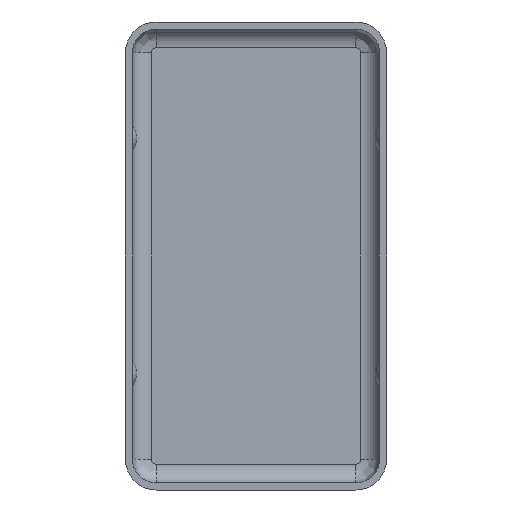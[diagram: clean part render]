
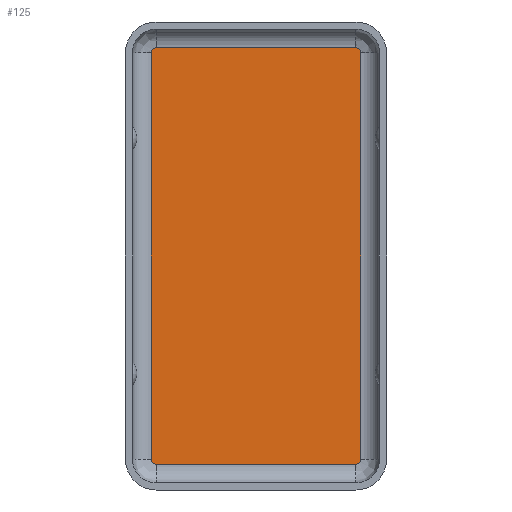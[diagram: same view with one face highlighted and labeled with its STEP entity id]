
A CAD part, front view. The second image highlights one B-rep face of the part: STEP entity #125.
In plain terms, the highlighted planar face has unit normal (0, -1, 0).
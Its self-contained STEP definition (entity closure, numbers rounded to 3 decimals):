
#125 = ADVANCED_FACE( 'NONE', ( #262 ), #263, .T. );
#262 = FACE_OUTER_BOUND( '', #561, .T. );
#263 = PLANE( '', #562 );
#561 = EDGE_LOOP( '', ( #839, #840, #841, #842, #843, #844, #845, #846 ) );
#562 = AXIS2_PLACEMENT_3D( '', #847, #848, #849 );
#839 = ORIENTED_EDGE( '', *, *, #990, .F. );
#840 = ORIENTED_EDGE( '', *, *, #1031, .F. );
#841 = ORIENTED_EDGE( '', *, *, #985, .F. );
#842 = ORIENTED_EDGE( '', *, *, #956, .T. );
#843 = ORIENTED_EDGE( '', *, *, #1059, .T. );
#844 = ORIENTED_EDGE( '', *, *, #1017, .F. );
#845 = ORIENTED_EDGE( '', *, *, #968, .T. );
#846 = ORIENTED_EDGE( '', *, *, #1051, .T. );
#847 = CARTESIAN_POINT( '', ( 4.25, 0., -8.65 ) );
#848 = DIRECTION( '', ( 0., -1., 0. ) );
#849 = DIRECTION( '', ( 0., 0., -1. ) );
#956 = EDGE_CURVE( 'NONE', #1090, #1088, #1091, .T. );
#968 = EDGE_CURVE( 'NONE', #1110, #1108, #1111, .T. );
#985 = EDGE_CURVE( 'NONE', #1090, #1137, #1138, .T. );
#990 = EDGE_CURVE( 'NONE', #1143, #1145, #1146, .T. );
#1017 = EDGE_CURVE( 'NONE', #1110, #1187, #1188, .T. );
#1031 = EDGE_CURVE( 'NONE', #1137, #1143, #1207, .T. );
#1051 = EDGE_CURVE( 'NONE', #1108, #1145, #1235, .T. );
#1059 = EDGE_CURVE( 'NONE', #1088, #1187, #1243, .T. );
#1088 = VERTEX_POINT( 'NONE', #1275 );
#1090 = VERTEX_POINT( 'NONE', #1277 );
#1091 = CIRCLE( '', #1278, 0.2 );
#1108 = VERTEX_POINT( 'NONE', #1299 );
#1110 = VERTEX_POINT( 'NONE', #1301 );
#1111 = LINE( '', #1302, #1303 );
#1137 = VERTEX_POINT( 'NONE', #1334 );
#1138 = LINE( '', #1335, #1336 );
#1143 = VERTEX_POINT( 'NONE', #1342 );
#1145 = VERTEX_POINT( 'NONE', #1344 );
#1146 = LINE( '', #1345, #1346 );
#1187 = VERTEX_POINT( 'NONE', #1396 );
#1188 = CIRCLE( '', #1397, 0.2 );
#1207 = CIRCLE( '', #1421, 0.2 );
#1235 = CIRCLE( '', #1453, 0.2 );
#1243 = LINE( '', #1463, #1464 );
#1275 = CARTESIAN_POINT( '', ( 4.25, 0., 8.85 ) );
#1277 = CARTESIAN_POINT( '', ( 4.45, 0., 8.65 ) );
#1278 = AXIS2_PLACEMENT_3D( '', #1504, #1505, #1506 );
#1299 = CARTESIAN_POINT( '', ( -4.45, 0., -8.65 ) );
#1301 = CARTESIAN_POINT( '', ( -4.45, 0., 8.65 ) );
#1302 = CARTESIAN_POINT( '', ( -4.45, 0., 0. ) );
#1303 = VECTOR( '', #1523, 1000. );
#1334 = CARTESIAN_POINT( '', ( 4.45, 0., -8.65 ) );
#1335 = CARTESIAN_POINT( '', ( 4.45, 0., 0. ) );
#1336 = VECTOR( '', #1550, 1000. );
#1342 = CARTESIAN_POINT( '', ( 4.25, 0., -8.85 ) );
#1344 = CARTESIAN_POINT( '', ( -4.25, 0., -8.85 ) );
#1345 = CARTESIAN_POINT( '', ( 4.25, 0., -8.85 ) );
#1346 = VECTOR( '', #1558, 1000. );
#1396 = CARTESIAN_POINT( '', ( -4.25, 0., 8.85 ) );
#1397 = AXIS2_PLACEMENT_3D( '', #1598, #1599, #1600 );
#1421 = AXIS2_PLACEMENT_3D( '', #1618, #1619, #1620 );
#1453 = AXIS2_PLACEMENT_3D( '', #1652, #1653, #1654 );
#1463 = CARTESIAN_POINT( '', ( 4.25, 0., 8.85 ) );
#1464 = VECTOR( '', #1660, 1000. );
#1504 = CARTESIAN_POINT( '', ( 4.25, 0., 8.65 ) );
#1505 = DIRECTION( '', ( 0., -1., 0. ) );
#1506 = DIRECTION( '', ( 0., 0., -1. ) );
#1523 = DIRECTION( '', ( 0., 0., -1. ) );
#1550 = DIRECTION( '', ( 0., 0., -1. ) );
#1558 = DIRECTION( '', ( -1., 0., 0. ) );
#1598 = CARTESIAN_POINT( '', ( -4.25, 0., 8.65 ) );
#1599 = DIRECTION( '', ( 0., 1., 0. ) );
#1600 = DIRECTION( '', ( 0., 0., -1. ) );
#1618 = CARTESIAN_POINT( '', ( 4.25, 0., -8.65 ) );
#1619 = DIRECTION( '', ( 0., 1., 0. ) );
#1620 = DIRECTION( '', ( 0., 0., 1. ) );
#1652 = CARTESIAN_POINT( '', ( -4.25, 0., -8.65 ) );
#1653 = DIRECTION( '', ( 0., -1., 0. ) );
#1654 = DIRECTION( '', ( 0., 0., 1. ) );
#1660 = DIRECTION( '', ( -1., 0., 0. ) );
